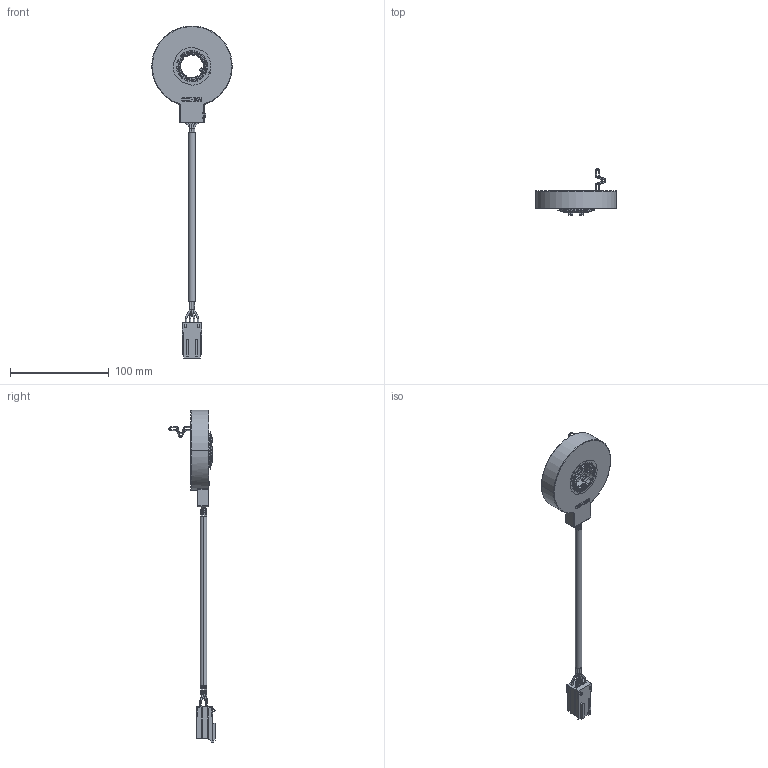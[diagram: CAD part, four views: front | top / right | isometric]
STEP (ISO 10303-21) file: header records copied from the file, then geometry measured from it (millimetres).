
FILE_DESCRIPTION((''),'2;1');
FILE_NAME('SX-4414A_SW0001','2015-05-20T',('bmozley'),(''),'CREO PARAMETRIC BY PTC INC, 2014500','CREO PARAMETRIC BY PTC INC, 2014500','');
FILE_SCHEMA(('CONFIG_CONTROL_DESIGN'));
Length unit declared in the file: inch
Products named in the file (1): SX-4414A_SW0001
Bounding box: 81.28 x 46.6 x 335.47 mm (x, y, z)
Volume: 96056.5 mm3; surface area: 43848.3 mm2
Topology: 4 solids, 4 shells, 2477 faces, 6767 edges, 4290 vertices
Faces by surface type: plane 1303, cylinder 837, torus 142, cone 73, sphere 72, bspline 50
Entity records: 85824 total; most frequent: CARTESIAN_POINT 22482, ORIENTED_EDGE 13510, DIRECTION 13196, EDGE_CURVE 6755, AXIS2_PLACEMENT_3D 4584, VERTEX_POINT 4290, VECTOR 4028, LINE 4028
